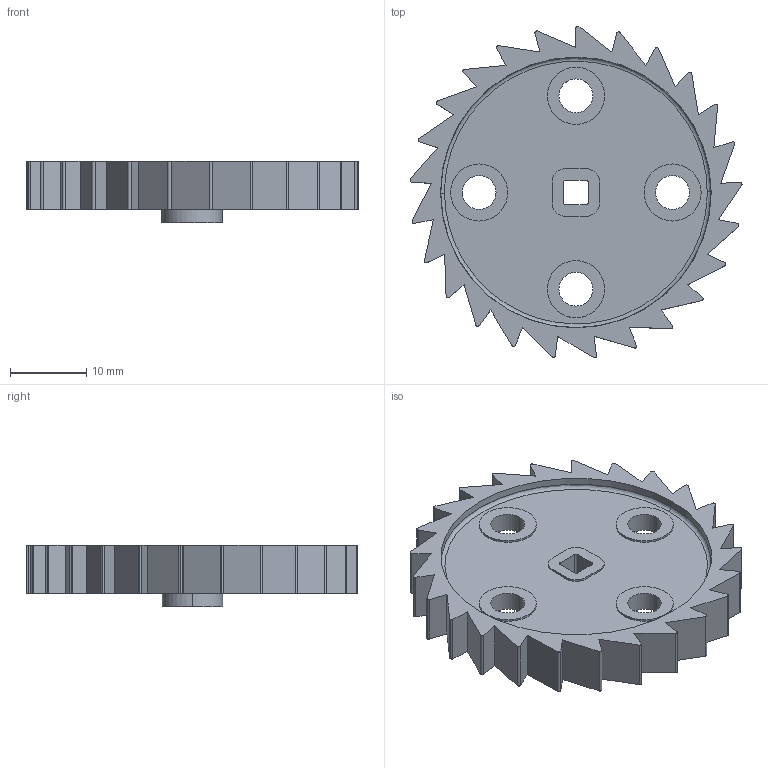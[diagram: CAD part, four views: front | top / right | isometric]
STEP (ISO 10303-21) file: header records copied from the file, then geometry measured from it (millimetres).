
FILE_DESCRIPTION (( 'STEP AP203' ), '1' );
FILE_NAME ('276-1546-003 Rev2.STEP', '2010-12-13T22:19:36', ( '' ), ( '' ), 'SwSTEP 2.0', 'SolidWorks 2010', '' );
FILE_SCHEMA (( 'CONFIG_CONTROL_DESIGN' ));
Length unit declared in the file: inch
Products named in the file (1): 276-1546-003 Rev2
Bounding box: 43.6 x 43.55 x 8.13 mm (x, y, z)
Volume: 4124.7 mm3; surface area: 4653.2 mm2
Topology: 1 solids, 1 shells, 149 faces, 411 edges, 276 vertices
Faces by surface type: plane 72, cylinder 67, bspline 6, cone 4
Entity records: 5430 total; most frequent: CARTESIAN_POINT 1409, DIRECTION 841, ORIENTED_EDGE 822, EDGE_CURVE 411, AXIS2_PLACEMENT_3D 298, VERTEX_POINT 276, LINE 245, VECTOR 245
